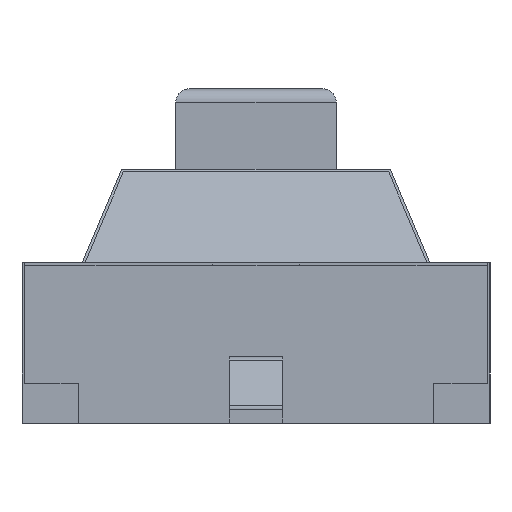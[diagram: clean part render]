
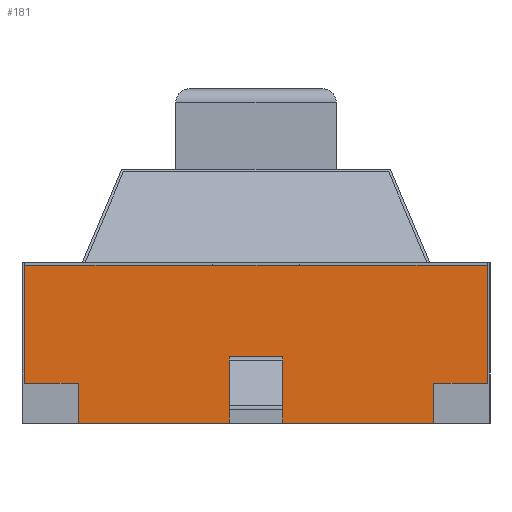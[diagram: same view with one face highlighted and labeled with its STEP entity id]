
A CAD part, left-side view. The second image highlights one B-rep face of the part: STEP entity #181.
In plain terms, the highlighted planar face has unit normal (-1, 0, 0).
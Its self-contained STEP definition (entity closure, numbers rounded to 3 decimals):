
#181 = ADVANCED_FACE('',(#182,#264),#298,.T.);
#182 = FACE_BOUND('',#183,.T.);
#183 = EDGE_LOOP('',(#184,#194,#202,#210,#218,#226,#234,#242,#250,#258)
  );
#184 = ORIENTED_EDGE('',*,*,#185,.F.);
#185 = EDGE_CURVE('',#186,#188,#190,.T.);
#186 = VERTEX_POINT('',#187);
#187 = CARTESIAN_POINT('',(-2.98,-1.73,0.3));
#188 = VERTEX_POINT('',#189);
#189 = CARTESIAN_POINT('',(-2.98,-1.33,0.3));
#190 = LINE('',#191,#192);
#191 = CARTESIAN_POINT('',(-2.98,-1.73,0.3));
#192 = VECTOR('',#193,1.);
#193 = DIRECTION('',(0.,1.,0.));
#194 = ORIENTED_EDGE('',*,*,#195,.T.);
#195 = EDGE_CURVE('',#186,#196,#198,.T.);
#196 = VERTEX_POINT('',#197);
#197 = CARTESIAN_POINT('',(-2.98,-1.73,1.18));
#198 = LINE('',#199,#200);
#199 = CARTESIAN_POINT('',(-2.98,-1.73,0.));
#200 = VECTOR('',#201,1.);
#201 = DIRECTION('',(0.,0.,1.));
#202 = ORIENTED_EDGE('',*,*,#203,.T.);
#203 = EDGE_CURVE('',#196,#204,#206,.T.);
#204 = VERTEX_POINT('',#205);
#205 = CARTESIAN_POINT('',(-2.98,-0.325,1.18));
#206 = LINE('',#207,#208);
#207 = CARTESIAN_POINT('',(-2.98,-1.73,1.18));
#208 = VECTOR('',#209,1.);
#209 = DIRECTION('',(0.,1.,0.));
#210 = ORIENTED_EDGE('',*,*,#211,.T.);
#211 = EDGE_CURVE('',#204,#212,#214,.T.);
#212 = VERTEX_POINT('',#213);
#213 = CARTESIAN_POINT('',(-2.98,0.325,1.18));
#214 = LINE('',#215,#216);
#215 = CARTESIAN_POINT('',(-2.98,-1.73,1.18));
#216 = VECTOR('',#217,1.);
#217 = DIRECTION('',(0.,1.,0.));
#218 = ORIENTED_EDGE('',*,*,#219,.T.);
#219 = EDGE_CURVE('',#212,#220,#222,.T.);
#220 = VERTEX_POINT('',#221);
#221 = CARTESIAN_POINT('',(-2.98,1.73,1.18));
#222 = LINE('',#223,#224);
#223 = CARTESIAN_POINT('',(-2.98,-1.73,1.18));
#224 = VECTOR('',#225,1.);
#225 = DIRECTION('',(0.,1.,0.));
#226 = ORIENTED_EDGE('',*,*,#227,.F.);
#227 = EDGE_CURVE('',#228,#220,#230,.T.);
#228 = VERTEX_POINT('',#229);
#229 = CARTESIAN_POINT('',(-2.98,1.73,0.3));
#230 = LINE('',#231,#232);
#231 = CARTESIAN_POINT('',(-2.98,1.73,0.));
#232 = VECTOR('',#233,1.);
#233 = DIRECTION('',(0.,0.,1.));
#234 = ORIENTED_EDGE('',*,*,#235,.T.);
#235 = EDGE_CURVE('',#228,#236,#238,.T.);
#236 = VERTEX_POINT('',#237);
#237 = CARTESIAN_POINT('',(-2.98,1.33,0.3));
#238 = LINE('',#239,#240);
#239 = CARTESIAN_POINT('',(-2.98,1.73,0.3));
#240 = VECTOR('',#241,1.);
#241 = DIRECTION('',(0.,-1.,0.));
#242 = ORIENTED_EDGE('',*,*,#243,.F.);
#243 = EDGE_CURVE('',#244,#236,#246,.T.);
#244 = VERTEX_POINT('',#245);
#245 = CARTESIAN_POINT('',(-2.98,1.33,0.));
#246 = LINE('',#247,#248);
#247 = CARTESIAN_POINT('',(-2.98,1.33,0.));
#248 = VECTOR('',#249,1.);
#249 = DIRECTION('',(0.,0.,1.));
#250 = ORIENTED_EDGE('',*,*,#251,.F.);
#251 = EDGE_CURVE('',#252,#244,#254,.T.);
#252 = VERTEX_POINT('',#253);
#253 = CARTESIAN_POINT('',(-2.98,-1.33,0.));
#254 = LINE('',#255,#256);
#255 = CARTESIAN_POINT('',(-2.98,-1.73,0.));
#256 = VECTOR('',#257,1.);
#257 = DIRECTION('',(0.,1.,0.));
#258 = ORIENTED_EDGE('',*,*,#259,.T.);
#259 = EDGE_CURVE('',#252,#188,#260,.T.);
#260 = LINE('',#261,#262);
#261 = CARTESIAN_POINT('',(-2.98,-1.33,0.));
#262 = VECTOR('',#263,1.);
#263 = DIRECTION('',(0.,0.,1.));
#264 = FACE_BOUND('',#265,.T.);
#265 = EDGE_LOOP('',(#266,#276,#284,#292));
#266 = ORIENTED_EDGE('',*,*,#267,.T.);
#267 = EDGE_CURVE('',#268,#270,#272,.T.);
#268 = VERTEX_POINT('',#269);
#269 = CARTESIAN_POINT('',(-2.98,0.2,0.4));
#270 = VERTEX_POINT('',#271);
#271 = CARTESIAN_POINT('',(-2.98,0.2,0.5));
#272 = LINE('',#273,#274);
#273 = CARTESIAN_POINT('',(-2.98,0.2,0.194));
#274 = VECTOR('',#275,1.);
#275 = DIRECTION('',(0.,0.,1.));
#276 = ORIENTED_EDGE('',*,*,#277,.T.);
#277 = EDGE_CURVE('',#270,#278,#280,.T.);
#278 = VERTEX_POINT('',#279);
#279 = CARTESIAN_POINT('',(-2.98,-0.2,0.5));
#280 = LINE('',#281,#282);
#281 = CARTESIAN_POINT('',(-2.98,-0.765,0.5));
#282 = VECTOR('',#283,1.);
#283 = DIRECTION('',(0.,-1.,0.));
#284 = ORIENTED_EDGE('',*,*,#285,.F.);
#285 = EDGE_CURVE('',#286,#278,#288,.T.);
#286 = VERTEX_POINT('',#287);
#287 = CARTESIAN_POINT('',(-2.98,-0.2,0.4));
#288 = LINE('',#289,#290);
#289 = CARTESIAN_POINT('',(-2.98,-0.2,0.194));
#290 = VECTOR('',#291,1.);
#291 = DIRECTION('',(0.,0.,1.));
#292 = ORIENTED_EDGE('',*,*,#293,.F.);
#293 = EDGE_CURVE('',#268,#286,#294,.T.);
#294 = LINE('',#295,#296);
#295 = CARTESIAN_POINT('',(-2.98,-0.765,0.4));
#296 = VECTOR('',#297,1.);
#297 = DIRECTION('',(0.,-1.,0.));
#298 = PLANE('',#299);
#299 = AXIS2_PLACEMENT_3D('',#300,#301,#302);
#300 = CARTESIAN_POINT('',(-2.98,-1.73,0.));
#301 = DIRECTION('',(-1.,0.,0.));
#302 = DIRECTION('',(0.,1.,0.));
